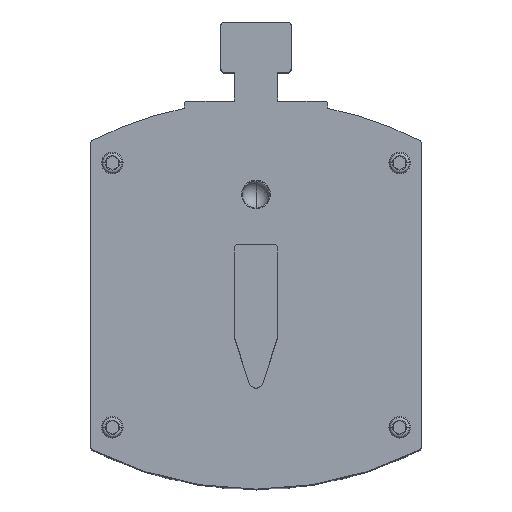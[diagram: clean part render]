
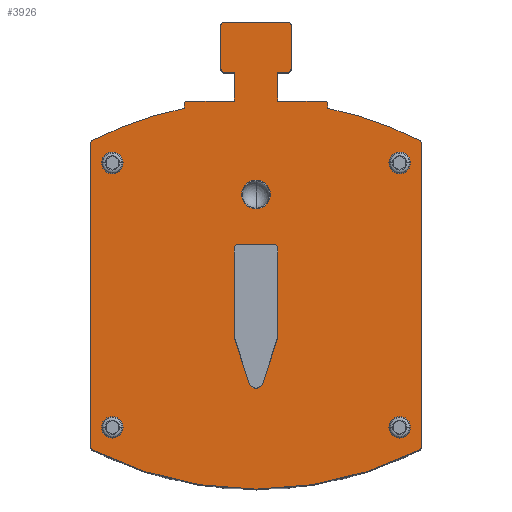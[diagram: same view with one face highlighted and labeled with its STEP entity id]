
A CAD part, top view. The second image highlights one B-rep face of the part: STEP entity #3926.
In plain terms, the highlighted planar face has unit normal (0, 0, 1).
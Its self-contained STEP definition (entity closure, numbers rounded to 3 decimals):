
#3123=CARTESIAN_POINT('',(0.5,5.909,2.));
#3124=DIRECTION('',(0.,0.,1.));
#3125=DIRECTION('',(-1.,0.,0.));
#3126=AXIS2_PLACEMENT_3D('',#3123,#3124,#3125);
#3131=DIRECTION('',(0.,-1.,0.));
#3132=VECTOR('',#3131,42.182);
#3133=CARTESIAN_POINT('',(0.,48.091,2.));
#3134=LINE('',#3133,#3132);
#3138=CARTESIAN_POINT('',(0.5,48.091,2.));
#3139=DIRECTION('',(0.,0.,1.));
#3140=DIRECTION('',(-0.455,0.891,0.));
#3141=AXIS2_PLACEMENT_3D('',#3138,#3139,#3140);
#3146=CARTESIAN_POINT('',(23.,4.,2.));
#3147=DIRECTION('',(0.,0.,1.));
#3148=DIRECTION('',(-0.2,0.98,0.));
#3149=AXIS2_PLACEMENT_3D('',#3146,#3147,#3148);
#3154=DIRECTION('',(0.,-1.,0.));
#3155=VECTOR('',#3154,0.51);
#3156=CARTESIAN_POINT('',(13.,53.5,2.));
#3157=LINE('',#3156,#3155);
#3161=CARTESIAN_POINT('',(13.5,53.5,2.));
#3162=DIRECTION('',(0.,0.,1.));
#3163=DIRECTION('',(0.,1.,0.));
#3164=AXIS2_PLACEMENT_3D('',#3161,#3162,#3163);
#3169=DIRECTION('',(-1.,0.,0.));
#3170=VECTOR('',#3169,6.5);
#3171=CARTESIAN_POINT('',(20.,54.,2.));
#3172=LINE('',#3171,#3170);
#3176=DIRECTION('',(0.,-1.,0.));
#3177=VECTOR('',#3176,4.);
#3178=CARTESIAN_POINT('',(20.,58.,2.));
#3179=LINE('',#3178,#3177);
#3183=DIRECTION('',(1.,0.,0.));
#3184=VECTOR('',#3183,1.4);
#3185=CARTESIAN_POINT('',(18.6,58.,2.));
#3186=LINE('',#3185,#3184);
#3190=CARTESIAN_POINT('',(18.6,58.5,2.));
#3191=DIRECTION('',(0.,0.,1.));
#3192=DIRECTION('',(-1.,0.,0.));
#3193=AXIS2_PLACEMENT_3D('',#3190,#3191,#3192);
#3198=DIRECTION('',(0.,-1.,0.));
#3199=VECTOR('',#3198,6.);
#3200=CARTESIAN_POINT('',(18.1,64.5,2.));
#3201=LINE('',#3200,#3199);
#3205=CARTESIAN_POINT('',(18.6,64.5,2.));
#3206=DIRECTION('',(0.,0.,1.));
#3207=DIRECTION('',(0.,1.,0.));
#3208=AXIS2_PLACEMENT_3D('',#3205,#3206,#3207);
#3213=DIRECTION('',(-1.,0.,0.));
#3214=VECTOR('',#3213,8.8);
#3215=CARTESIAN_POINT('',(27.4,65.,2.));
#3216=LINE('',#3215,#3214);
#3220=CARTESIAN_POINT('',(27.4,64.5,2.));
#3221=DIRECTION('',(0.,0.,1.));
#3222=DIRECTION('',(1.,0.,0.));
#3223=AXIS2_PLACEMENT_3D('',#3220,#3221,#3222);
#3228=DIRECTION('',(0.,1.,0.));
#3229=VECTOR('',#3228,6.);
#3230=CARTESIAN_POINT('',(27.9,58.5,2.));
#3231=LINE('',#3230,#3229);
#3235=CARTESIAN_POINT('',(27.4,58.5,2.));
#3236=DIRECTION('',(0.,0.,1.));
#3237=DIRECTION('',(0.,-1.,0.));
#3238=AXIS2_PLACEMENT_3D('',#3235,#3236,#3237);
#3243=DIRECTION('',(1.,0.,0.));
#3244=VECTOR('',#3243,1.4);
#3245=CARTESIAN_POINT('',(26.,58.,2.));
#3246=LINE('',#3245,#3244);
#3250=DIRECTION('',(0.,1.,0.));
#3251=VECTOR('',#3250,4.);
#3252=CARTESIAN_POINT('',(26.,54.,2.));
#3253=LINE('',#3252,#3251);
#3257=DIRECTION('',(-1.,0.,0.));
#3258=VECTOR('',#3257,6.5);
#3259=CARTESIAN_POINT('',(32.5,54.,2.));
#3260=LINE('',#3259,#3258);
#3264=CARTESIAN_POINT('',(32.5,53.5,2.));
#3265=DIRECTION('',(0.,0.,1.));
#3266=DIRECTION('',(1.,0.,0.));
#3267=AXIS2_PLACEMENT_3D('',#3264,#3265,#3266);
#3272=DIRECTION('',(0.,1.,0.));
#3273=VECTOR('',#3272,0.51);
#3274=CARTESIAN_POINT('',(33.,52.99,2.));
#3275=LINE('',#3274,#3273);
#3279=CARTESIAN_POINT('',(23.,4.,2.));
#3280=DIRECTION('',(0.,0.,1.));
#3281=DIRECTION('',(0.455,0.891,0.));
#3282=AXIS2_PLACEMENT_3D('',#3279,#3280,#3281);
#3287=CARTESIAN_POINT('',(45.5,48.091,2.));
#3288=DIRECTION('',(0.,0.,1.));
#3289=DIRECTION('',(1.,0.,0.));
#3290=AXIS2_PLACEMENT_3D('',#3287,#3288,#3289);
#3295=DIRECTION('',(0.,1.,0.));
#3296=VECTOR('',#3295,42.182);
#3297=CARTESIAN_POINT('',(46.,5.909,2.));
#3298=LINE('',#3297,#3296);
#3302=CARTESIAN_POINT('',(45.5,5.909,2.));
#3303=DIRECTION('',(0.,0.,1.));
#3304=DIRECTION('',(0.455,-0.891,0.));
#3305=AXIS2_PLACEMENT_3D('',#3302,#3303,#3304);
#3310=CARTESIAN_POINT('',(23.,50.,2.));
#3311=DIRECTION('',(0.,0.,1.));
#3312=DIRECTION('',(-0.455,-0.891,0.));
#3313=AXIS2_PLACEMENT_3D('',#3310,#3311,#3312);
#3318=CARTESIAN_POINT('',(23.,41.,2.));
#3319=DIRECTION('',(0.,0.,-1.));
#3320=DIRECTION('',(1.,0.,0.));
#3321=AXIS2_PLACEMENT_3D('',#3318,#3319,#3320);
#3326=CARTESIAN_POINT('',(23.,41.,2.));
#3327=DIRECTION('',(0.,0.,-1.));
#3328=DIRECTION('',(-1.,0.,0.));
#3329=AXIS2_PLACEMENT_3D('',#3326,#3327,#3328);
#3734=CARTESIAN_POINT('',(0.,5.909,2.));
#3735=CARTESIAN_POINT('',(0.273,5.464,2.));
#3736=VERTEX_POINT('',#3734);
#3737=VERTEX_POINT('',#3735);
#3744=CARTESIAN_POINT('',(45.727,5.464,2.));
#3745=VERTEX_POINT('',#3744);
#3792=CARTESIAN_POINT('',(46.,5.909,2.));
#3793=VERTEX_POINT('',#3792);
#3794=CARTESIAN_POINT('',(46.,48.091,2.));
#3795=VERTEX_POINT('',#3794);
#3796=CARTESIAN_POINT('',(45.727,48.536,2.));
#3797=VERTEX_POINT('',#3796);
#3798=CARTESIAN_POINT('',(33.,52.99,2.));
#3799=VERTEX_POINT('',#3798);
#3800=CARTESIAN_POINT('',(0.273,48.536,2.));
#3801=CARTESIAN_POINT('',(0.,48.091,2.));
#3802=VERTEX_POINT('',#3800);
#3803=VERTEX_POINT('',#3801);
#3804=CARTESIAN_POINT('',(33.,53.5,2.));
#3805=CARTESIAN_POINT('',(32.5,54.,2.));
#3806=VERTEX_POINT('',#3804);
#3807=VERTEX_POINT('',#3805);
#3808=CARTESIAN_POINT('',(26.,54.,2.));
#3809=VERTEX_POINT('',#3808);
#3810=CARTESIAN_POINT('',(13.5,54.,2.));
#3811=CARTESIAN_POINT('',(13.,53.5,2.));
#3812=VERTEX_POINT('',#3810);
#3813=VERTEX_POINT('',#3811);
#3814=CARTESIAN_POINT('',(13.,52.99,2.));
#3815=VERTEX_POINT('',#3814);
#3816=CARTESIAN_POINT('',(18.1,58.5,2.));
#3817=CARTESIAN_POINT('',(18.6,58.,2.));
#3818=VERTEX_POINT('',#3816);
#3819=VERTEX_POINT('',#3817);
#3820=CARTESIAN_POINT('',(20.,58.,2.));
#3821=VERTEX_POINT('',#3820);
#3822=CARTESIAN_POINT('',(27.4,58.,2.));
#3823=CARTESIAN_POINT('',(27.9,58.5,2.));
#3824=VERTEX_POINT('',#3822);
#3825=VERTEX_POINT('',#3823);
#3826=CARTESIAN_POINT('',(27.9,64.5,2.));
#3827=VERTEX_POINT('',#3826);
#3828=CARTESIAN_POINT('',(27.4,65.,2.));
#3829=VERTEX_POINT('',#3828);
#3830=CARTESIAN_POINT('',(18.6,65.,2.));
#3831=VERTEX_POINT('',#3830);
#3832=CARTESIAN_POINT('',(18.1,64.5,2.));
#3833=VERTEX_POINT('',#3832);
#3834=CARTESIAN_POINT('',(20.,54.,2.));
#3835=VERTEX_POINT('',#3834);
#3836=CARTESIAN_POINT('',(26.,58.,2.));
#3837=VERTEX_POINT('',#3836);
#3838=CARTESIAN_POINT('',(25.,41.,2.));
#3840=VERTEX_POINT('',#3838);
#3842=CARTESIAN_POINT('',(21.,41.,2.));
#3844=VERTEX_POINT('',#3842);
#3862=CARTESIAN_POINT('',(23.,53.375,2.));
#3863=DIRECTION('',(0.,0.,1.));
#3864=DIRECTION('',(1.,0.,0.));
#3865=AXIS2_PLACEMENT_3D('',#3862,#3863,#3864);
#3866=PLANE('',#3865);
#3867=ORIENTED_EDGE('',*,*,#3851,.F.);
#3869=ORIENTED_EDGE('',*,*,#3868,.F.);
#3871=ORIENTED_EDGE('',*,*,#3870,.F.);
#3873=ORIENTED_EDGE('',*,*,#3872,.F.);
#3875=ORIENTED_EDGE('',*,*,#3874,.F.);
#3877=ORIENTED_EDGE('',*,*,#3876,.F.);
#3879=ORIENTED_EDGE('',*,*,#3878,.F.);
#3881=ORIENTED_EDGE('',*,*,#3880,.F.);
#3883=ORIENTED_EDGE('',*,*,#3882,.F.);
#3885=ORIENTED_EDGE('',*,*,#3884,.F.);
#3887=ORIENTED_EDGE('',*,*,#3886,.F.);
#3889=ORIENTED_EDGE('',*,*,#3888,.F.);
#3891=ORIENTED_EDGE('',*,*,#3890,.F.);
#3893=ORIENTED_EDGE('',*,*,#3892,.F.);
#3895=ORIENTED_EDGE('',*,*,#3894,.F.);
#3897=ORIENTED_EDGE('',*,*,#3896,.F.);
#3899=ORIENTED_EDGE('',*,*,#3898,.F.);
#3901=ORIENTED_EDGE('',*,*,#3900,.F.);
#3903=ORIENTED_EDGE('',*,*,#3902,.F.);
#3905=ORIENTED_EDGE('',*,*,#3904,.F.);
#3907=ORIENTED_EDGE('',*,*,#3906,.F.);
#3909=ORIENTED_EDGE('',*,*,#3908,.F.);
#3911=ORIENTED_EDGE('',*,*,#3910,.F.);
#3913=ORIENTED_EDGE('',*,*,#3912,.F.);
#3915=ORIENTED_EDGE('',*,*,#3914,.F.);
#3917=ORIENTED_EDGE('',*,*,#3916,.F.);
#3918=EDGE_LOOP('',(#3867,#3869,#3871,#3873,#3875,#3877,#3879,#3881,#3883,#3885,
#3887,#3889,#3891,#3893,#3895,#3897,#3899,#3901,#3903,#3905,#3907,#3909,#3911,
#3913,#3915,#3917));
#3919=FACE_OUTER_BOUND('',#3918,.F.);
#3921=ORIENTED_EDGE('',*,*,#3920,.F.);
#3923=ORIENTED_EDGE('',*,*,#3922,.F.);
#3924=EDGE_LOOP('',(#3921,#3923));
#3925=FACE_BOUND('',#3924,.F.);
#3127=CIRCLE('',#3126,0.5);
#3142=CIRCLE('',#3141,0.5);
#3150=CIRCLE('',#3149,50.);
#3165=CIRCLE('',#3164,0.5);
#3194=CIRCLE('',#3193,0.5);
#3209=CIRCLE('',#3208,0.5);
#3224=CIRCLE('',#3223,0.5);
#3239=CIRCLE('',#3238,0.5);
#3268=CIRCLE('',#3267,0.5);
#3283=CIRCLE('',#3282,50.);
#3291=CIRCLE('',#3290,0.5);
#3306=CIRCLE('',#3305,0.5);
#3314=CIRCLE('',#3313,50.);
#3322=CIRCLE('',#3321,2.);
#3330=CIRCLE('',#3329,2.);
#3851=EDGE_CURVE('',#3736,#3737,#3127,.T.);
#3868=EDGE_CURVE('',#3803,#3736,#3134,.T.);
#3870=EDGE_CURVE('',#3802,#3803,#3142,.T.);
#3872=EDGE_CURVE('',#3815,#3802,#3150,.T.);
#3874=EDGE_CURVE('',#3813,#3815,#3157,.T.);
#3876=EDGE_CURVE('',#3812,#3813,#3165,.T.);
#3878=EDGE_CURVE('',#3835,#3812,#3172,.T.);
#3880=EDGE_CURVE('',#3821,#3835,#3179,.T.);
#3882=EDGE_CURVE('',#3819,#3821,#3186,.T.);
#3884=EDGE_CURVE('',#3818,#3819,#3194,.T.);
#3886=EDGE_CURVE('',#3833,#3818,#3201,.T.);
#3888=EDGE_CURVE('',#3831,#3833,#3209,.T.);
#3890=EDGE_CURVE('',#3829,#3831,#3216,.T.);
#3892=EDGE_CURVE('',#3827,#3829,#3224,.T.);
#3894=EDGE_CURVE('',#3825,#3827,#3231,.T.);
#3896=EDGE_CURVE('',#3824,#3825,#3239,.T.);
#3898=EDGE_CURVE('',#3837,#3824,#3246,.T.);
#3900=EDGE_CURVE('',#3809,#3837,#3253,.T.);
#3902=EDGE_CURVE('',#3807,#3809,#3260,.T.);
#3904=EDGE_CURVE('',#3806,#3807,#3268,.T.);
#3906=EDGE_CURVE('',#3799,#3806,#3275,.T.);
#3908=EDGE_CURVE('',#3797,#3799,#3283,.T.);
#3910=EDGE_CURVE('',#3795,#3797,#3291,.T.);
#3912=EDGE_CURVE('',#3793,#3795,#3298,.T.);
#3914=EDGE_CURVE('',#3745,#3793,#3306,.T.);
#3916=EDGE_CURVE('',#3737,#3745,#3314,.T.);
#3920=EDGE_CURVE('',#3840,#3844,#3322,.T.);
#3922=EDGE_CURVE('',#3844,#3840,#3330,.T.);
#3926=ADVANCED_FACE('',(#3919,#3925),#3866,.T.);
